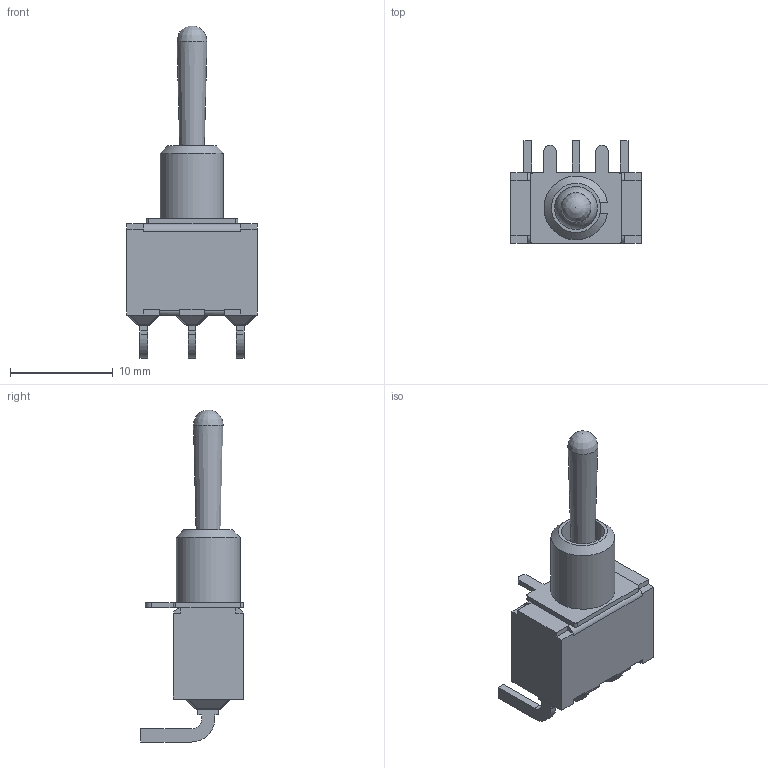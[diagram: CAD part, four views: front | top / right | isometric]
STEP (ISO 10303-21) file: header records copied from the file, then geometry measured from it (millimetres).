
FILE_DESCRIPTION((' '),'2;1');
FILE_NAME('100SPxT1B4M6xE.stp','2017-08-03T13:51:54',(' '),(' '),' ','ACIS',' ');
FILE_SCHEMA(('CONFIG_CONTROL_DESIGN'));
Length unit declared in the file: inch
Products named in the file (1): 100SPxT1B4M6xE.stp
Bounding box: 12.7 x 10.03 x 32.37 mm (x, y, z)
Volume: 1065.2 mm3; surface area: 1167 mm2
Topology: 1 solids, 6 shells, 227 faces, 564 edges, 351 vertices
Faces by surface type: plane 161, cylinder 49, sphere 13, cone 3, bspline 1
Full cylindrical faces by diameter (mm): 1.65 x1, 4.2 x1
Entity records: 6709 total; most frequent: CARTESIAN_POINT 1187, DIRECTION 1114, ORIENTED_EDGE 1114, EDGE_CURVE 557, VECTOR 446, LINE 446, VERTEX_POINT 350, AXIS2_PLACEMENT_3D 334
